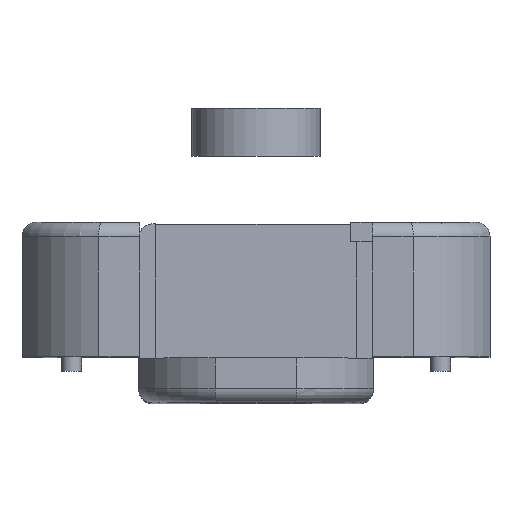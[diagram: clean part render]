
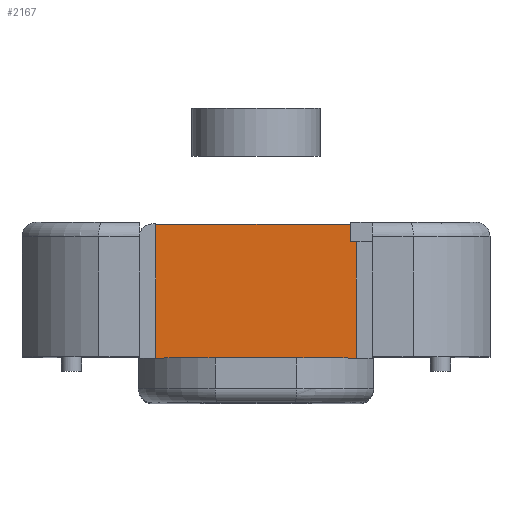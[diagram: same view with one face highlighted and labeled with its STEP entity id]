
A CAD part, top view. The second image highlights one B-rep face of the part: STEP entity #2167.
In plain terms, the highlighted planar face has unit normal (0, 0, 1).
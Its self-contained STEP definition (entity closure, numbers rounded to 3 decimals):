
#69=PLANE('',#2331);
#170=FACE_OUTER_BOUND('',#299,.T.);
#299=EDGE_LOOP('',(#1606,#1607,#1608,#1609));
#408=LINE('',#3119,#652);
#430=LINE('',#3236,#674);
#434=LINE('',#3251,#678);
#436=LINE('',#3254,#680);
#652=VECTOR('',#2496,10.);
#674=VECTOR('',#2556,10.);
#678=VECTOR('',#2572,8.8);
#680=VECTOR('',#2576,8.8);
#962=VERTEX_POINT('',#3116);
#963=VERTEX_POINT('',#3118);
#982=VERTEX_POINT('',#3233);
#983=VERTEX_POINT('',#3235);
#1172=EDGE_CURVE('',#962,#963,#408,.T.);
#1205=EDGE_CURVE('',#982,#983,#430,.T.);
#1213=EDGE_CURVE('',#962,#983,#434,.T.);
#1215=EDGE_CURVE('',#982,#963,#436,.T.);
#1606=ORIENTED_EDGE('',*,*,#1205,.F.);
#1607=ORIENTED_EDGE('',*,*,#1215,.T.);
#1608=ORIENTED_EDGE('',*,*,#1172,.F.);
#1609=ORIENTED_EDGE('',*,*,#1213,.T.);
#2167=ADVANCED_FACE('',(#170),#69,.F.);
#2331=AXIS2_PLACEMENT_3D('',#3281,#2614,#2615);
#2496=DIRECTION('',(1.,0.,0.));
#2556=DIRECTION('',(-1.,0.,0.));
#2572=DIRECTION('',(0.,-1.,0.));
#2576=DIRECTION('',(0.,1.,0.));
#2614=DIRECTION('center_axis',(0.,0.,-1.));
#2615=DIRECTION('ref_axis',(-1.,0.,0.));
#3116=CARTESIAN_POINT('',(4.454,31.16,37.277));
#3118=CARTESIAN_POINT('',(38.83,31.16,37.277));
#3119=CARTESIAN_POINT('',(24.65,31.16,37.277));
#3233=CARTESIAN_POINT('',(38.83,8.06,37.277));
#3235=CARTESIAN_POINT('',(4.454,8.06,37.277));
#3236=CARTESIAN_POINT('',(12.257,8.06,37.277));
#3251=CARTESIAN_POINT('',(4.454,29.62,37.277));
#3254=CARTESIAN_POINT('',(38.83,29.62,37.277));
#3281=CARTESIAN_POINT('Origin',(21.642,17.96,37.277));
